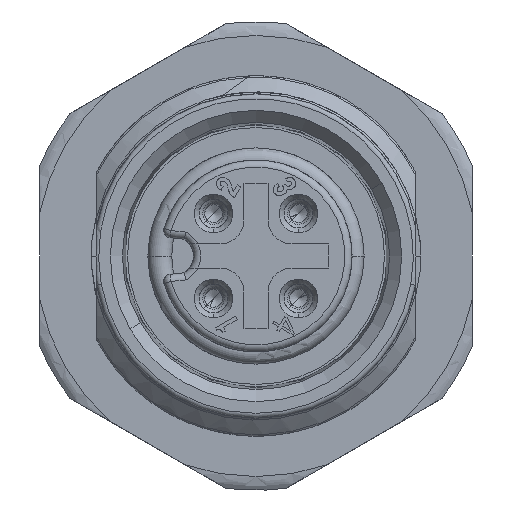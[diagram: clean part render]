
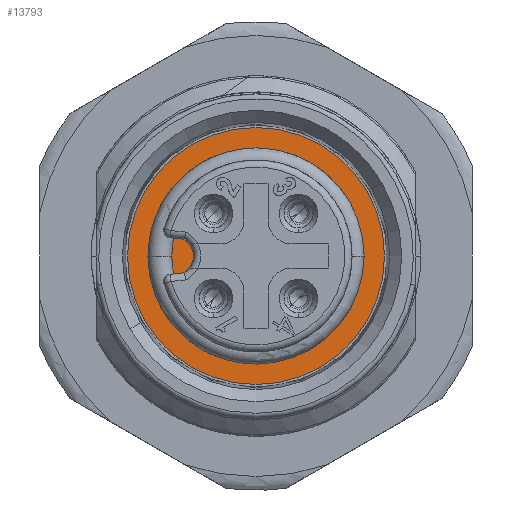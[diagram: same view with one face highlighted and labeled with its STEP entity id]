
A CAD part, front view. The second image highlights one B-rep face of the part: STEP entity #13793.
In plain terms, the highlighted planar face has unit normal (0, -1, 0).
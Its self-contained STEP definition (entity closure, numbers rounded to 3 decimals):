
#2480=CARTESIAN_POINT('',(0.,-8.5,0.));
#2481=DIRECTION('',(0.,-1.,0.));
#2482=DIRECTION('',(1.,0.,0.));
#2483=AXIS2_PLACEMENT_3D('',#2480,#2481,#2482);
#2493=CARTESIAN_POINT('',(0.,-8.5,0.));
#2494=DIRECTION('',(0.,1.,0.));
#2495=DIRECTION('',(1.,0.,0.));
#2496=AXIS2_PLACEMENT_3D('',#2493,#2494,#2495);
#2498=DIRECTION('',(-0.994,0.,0.108));
#2499=VECTOR('',#2498,0.58);
#2500=CARTESIAN_POINT('',(-3.,-8.5,0.7));
#2501=LINE('',#2500,#2499);
#2502=CARTESIAN_POINT('',(-3.413,-8.5,0.));
#2503=DIRECTION('',(0.,-1.,0.));
#2504=DIRECTION('',(0.508,0.,-0.862));
#2505=AXIS2_PLACEMENT_3D('',#2502,#2503,#2504);
#2507=DIRECTION('',(0.994,0.,0.108));
#2508=VECTOR('',#2507,0.58);
#2509=CARTESIAN_POINT('',(-3.577,-8.5,-0.763));
#2510=LINE('',#2509,#2508);
#2511=CARTESIAN_POINT('',(0.,-8.5,0.));
#2512=DIRECTION('',(0.,-1.,0.));
#2513=DIRECTION('',(-0.958,0.,-0.287));
#2514=AXIS2_PLACEMENT_3D('',#2511,#2512,#2513);
#2516=CARTESIAN_POINT('',(0.,-8.5,0.));
#2517=DIRECTION('',(0.,-1.,0.));
#2518=DIRECTION('',(1.,0.,0.));
#2519=AXIS2_PLACEMENT_3D('',#2516,#2517,#2518);
#2535=CARTESIAN_POINT('',(-3.545,-8.5,1.061));
#2536=DIRECTION('',(0.,1.,0.));
#2537=DIRECTION('',(-0.108,0.,-0.994));
#2538=AXIS2_PLACEMENT_3D('',#2535,#2536,#2537);
#2574=CARTESIAN_POINT('',(-3.545,-8.5,-1.061));
#2575=DIRECTION('',(0.,1.,0.));
#2576=DIRECTION('',(-0.958,0.,-0.287));
#2577=AXIS2_PLACEMENT_3D('',#2574,#2575,#2576);
#9728=CARTESIAN_POINT('',(5.35,-8.5,0.));
#9730=VERTEX_POINT('',#9728);
#9732=CARTESIAN_POINT('',(-5.35,-8.5,0.));
#9734=VERTEX_POINT('',#9732);
#10170=CARTESIAN_POINT('',(-3.,-8.5,-0.7));
#10171=CARTESIAN_POINT('',(-3.,-8.5,0.7));
#10172=VERTEX_POINT('',#10170);
#10173=VERTEX_POINT('',#10171);
#10200=CARTESIAN_POINT('',(-3.577,-8.5,0.763));
#10201=VERTEX_POINT('',#10200);
#10202=CARTESIAN_POINT('',(-3.577,-8.5,-0.763));
#10203=VERTEX_POINT('',#10202);
#10238=CARTESIAN_POINT('',(4.,-8.5,0.));
#10239=CARTESIAN_POINT('',(-3.832,-8.5,1.147));
#10240=VERTEX_POINT('',#10238);
#10241=VERTEX_POINT('',#10239);
#10242=CARTESIAN_POINT('',(-3.832,-8.5,-1.147));
#10243=VERTEX_POINT('',#10242);
#13768=CARTESIAN_POINT('',(0.,-8.5,0.));
#13769=DIRECTION('',(0.,-1.,0.));
#13770=DIRECTION('',(-1.,0.,0.));
#13771=AXIS2_PLACEMENT_3D('',#13768,#13769,#13770);
#13772=PLANE('',#13771);
#13773=ORIENTED_EDGE('',*,*,#13763,.T.);
#13774=ORIENTED_EDGE('',*,*,#13747,.F.);
#13775=EDGE_LOOP('',(#13773,#13774));
#13776=FACE_OUTER_BOUND('',#13775,.F.);
#13778=ORIENTED_EDGE('',*,*,#13777,.F.);
#13780=ORIENTED_EDGE('',*,*,#13779,.F.);
#13782=ORIENTED_EDGE('',*,*,#13781,.F.);
#13784=ORIENTED_EDGE('',*,*,#13783,.F.);
#13786=ORIENTED_EDGE('',*,*,#13785,.F.);
#13788=ORIENTED_EDGE('',*,*,#13787,.T.);
#13790=ORIENTED_EDGE('',*,*,#13789,.T.);
#13791=EDGE_LOOP('',(#13778,#13780,#13782,#13784,#13786,#13788,#13790));
#13792=FACE_BOUND('',#13791,.F.);
#2484=CIRCLE('',#2483,5.35);
#2497=CIRCLE('',#2496,5.35);
#2506=CIRCLE('',#2505,0.813);
#2515=CIRCLE('',#2514,4.);
#2520=CIRCLE('',#2519,4.);
#2539=CIRCLE('',#2538,0.3);
#2578=CIRCLE('',#2577,0.3);
#13747=EDGE_CURVE('',#9730,#9734,#2484,.T.);
#13763=EDGE_CURVE('',#9730,#9734,#2497,.T.);
#13777=EDGE_CURVE('',#10201,#10241,#2539,.T.);
#13779=EDGE_CURVE('',#10173,#10201,#2501,.T.);
#13781=EDGE_CURVE('',#10172,#10173,#2506,.T.);
#13783=EDGE_CURVE('',#10203,#10172,#2510,.T.);
#13785=EDGE_CURVE('',#10243,#10203,#2578,.T.);
#13787=EDGE_CURVE('',#10243,#10240,#2515,.T.);
#13789=EDGE_CURVE('',#10240,#10241,#2520,.T.);
#13793=ADVANCED_FACE('',(#13776,#13792),#13772,.T.);
